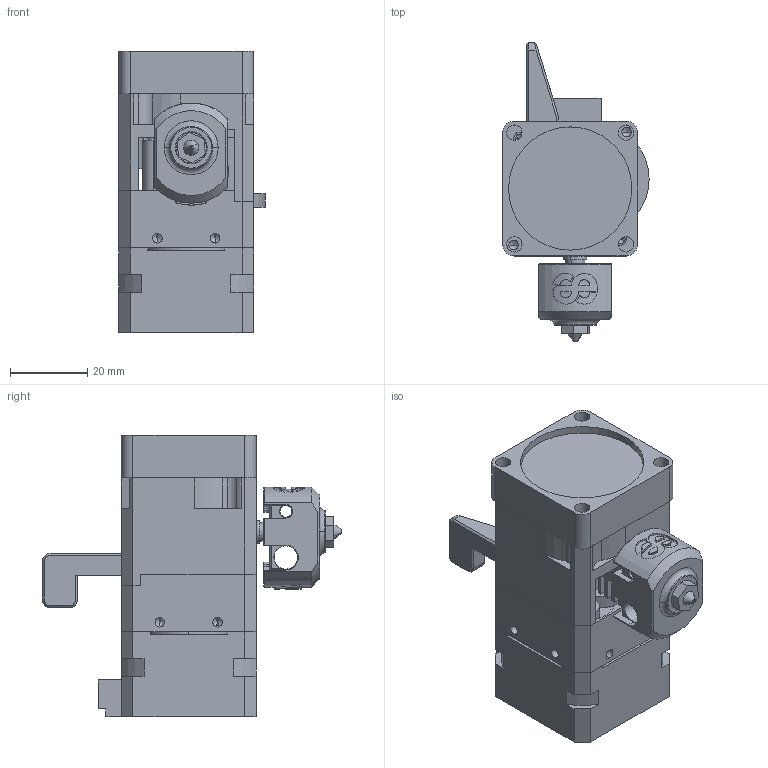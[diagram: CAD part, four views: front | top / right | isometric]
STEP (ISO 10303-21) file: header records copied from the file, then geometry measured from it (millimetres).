
FILE_DESCRIPTION (( 'STEP AP214' ), '1' );
FILE_NAME ('Biqu_H2.STEP', '2021-01-27T22:12:47', ( '' ), ( '' ), 'SwSTEP 2.0', 'SolidWorks 2020', '' );
FILE_SCHEMA (( 'AUTOMOTIVE_DESIGN' ));
Length unit declared in the file: millimetre
Products named in the file (14): HeatBreak; Axe_Bras; Arm_Gear; Biqu_H2_Bras; Biqu_H2; Biqu_H2_Motor; 3511_Fan; Biqu_H2_Heatsink; Biqu_H2_Interface_Moteur; Phaetus_HB; Gear_2; Gear_1; E3D V6 Nozzle 0.4mm; Silicone_Sock
Assembly tree (13 placements, depth 2):
  Biqu_H2
    Biqu_H2_Heatsink
    Biqu_H2_Interface_Moteur
    Biqu_H2_Motor
    Axe_Bras
    Biqu_H2_Bras
    Arm_Gear
    Gear_1
    Gear_2
    E3D V6 Nozzle 0.4mm
    Phaetus_HB
    HeatBreak
    Silicone_Sock
    3511_Fan
Bounding box: 38 x 77.68 x 73 mm (x, y, z)
Volume: 69013.3 mm3; surface area: 40824.5 mm2
Topology: 13 solids, 13 shells, 771 faces, 2007 edges, 1281 vertices
Faces by surface type: plane 344, cylinder 326, cone 84, torus 14, bspline 3
Entity records: 26016 total; most frequent: CARTESIAN_POINT 6395, DIRECTION 4027, ORIENTED_EDGE 3942, EDGE_CURVE 1971, AXIS2_PLACEMENT_3D 1443, VERTEX_POINT 1281, VECTOR 1141, LINE 1141
